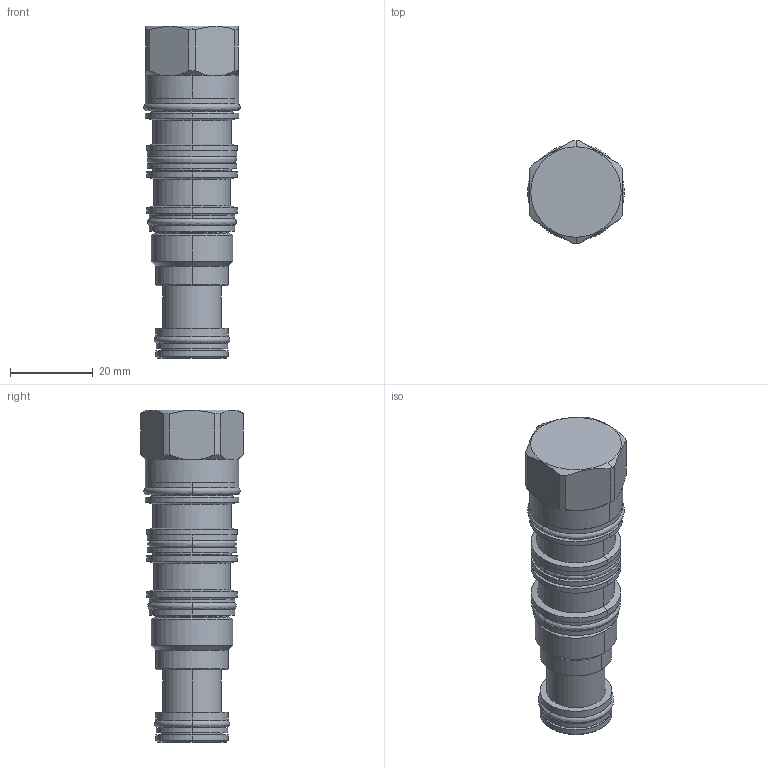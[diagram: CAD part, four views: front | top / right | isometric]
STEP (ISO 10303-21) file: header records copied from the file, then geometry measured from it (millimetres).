
FILE_DESCRIPTION((''),'2;1');
FILE_NAME('DRBPX-FN_PRT','2012-05-02T',('Administrator'),(''),'PRO/ENGINEER BY PARAMETRIC TECHNOLOGY CORPORATION, 2006240','PRO/ENGINEER BY PARAMETRIC TECHNOLOGY CORPORATION, 2006240','');
FILE_SCHEMA(('CONFIG_CONTROL_DESIGN'));
Length unit declared in the file: inch
Products named in the file (1): DRBPX-FN_PRT
Bounding box: 23.29 x 24.84 x 80.12 mm (x, y, z)
Volume: 23769.7 mm3; surface area: 9517.5 mm2
Topology: 4 solids, 4 shells, 195 faces, 418 edges, 252 vertices
Faces by surface type: cylinder 76, plane 41, torus 34, cone 30, revolution 14
Entity records: 6170 total; most frequent: CARTESIAN_POINT 1763, DIRECTION 1012, ORIENTED_EDGE 836, AXIS2_PLACEMENT_3D 443, EDGE_CURVE 418, CIRCLE 262, VERTEX_POINT 252, EDGE_LOOP 222
